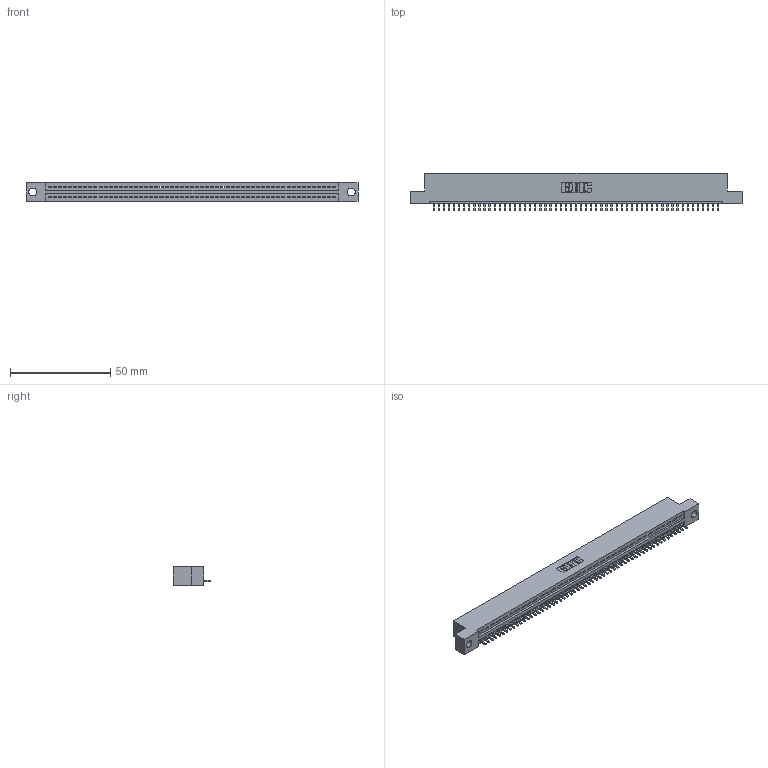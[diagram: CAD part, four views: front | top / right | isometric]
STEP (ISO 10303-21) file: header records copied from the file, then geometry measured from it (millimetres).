
FILE_DESCRIPTION (( 'STEP AP203' ), '1' );
FILE_NAME ('395-057-521-104.STEP', '2021-05-31T21:39:48', ( '' ), ( '' ), 'SwSTEP 2.0', 'SolidWorks 2020', '' );
FILE_SCHEMA (( 'CONFIG_CONTROL_DESIGN' ));
Length unit declared in the file: inch
Products named in the file (3): 395-057-521-104; 345 Part_Flush Mounting Lugs - 0.156 Dia-TI; 345-292-001_345-293-121
Assembly tree (58 placements, depth 2):
  395-057-521-104
    345 Part_Flush Mounting Lugs - 0.156 Dia-TI
    345-292-001_345-293-121  x57
Bounding box: 165.99 x 18.72 x 9.4 mm (x, y, z)
Volume: 15620.6 mm3; surface area: 20170.4 mm2
Topology: 58 solids, 58 shells, 3446 faces, 10409 edges, 6862 vertices
Faces by surface type: plane 2374, cylinder 1072
Entity records: 41317 total; most frequent: CARTESIAN_POINT 7165, ORIENTED_EDGE 7154, DIRECTION 6235, EDGE_CURVE 3577, VECTOR 3217, LINE 3217, VERTEX_POINT 2382, AXIS2_PLACEMENT_3D 1509
